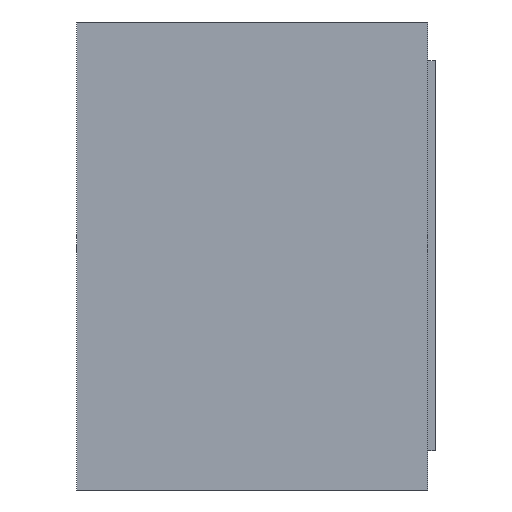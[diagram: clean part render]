
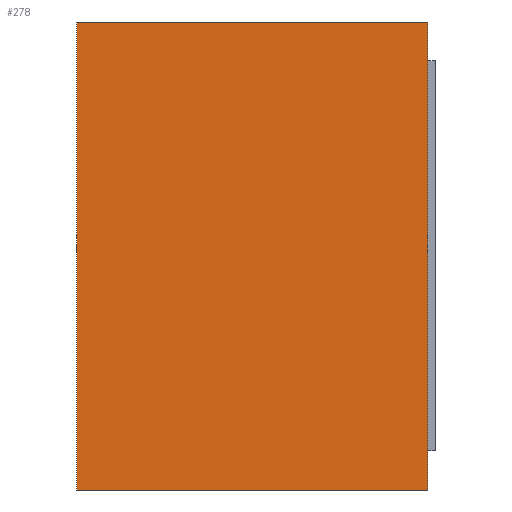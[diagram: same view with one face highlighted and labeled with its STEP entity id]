
A CAD part, left-side view. The second image highlights one B-rep face of the part: STEP entity #278.
In plain terms, the highlighted planar face has unit normal (-1, 0, 0).
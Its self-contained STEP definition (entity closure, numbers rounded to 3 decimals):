
#20=FACE_OUTER_BOUND('',#38,.T.);
#38=EDGE_LOOP('',(#191,#192,#193,#194));
#58=LINE('',#412,#94);
#59=LINE('',#415,#95);
#60=LINE('',#417,#96);
#61=LINE('',#418,#97);
#94=VECTOR('',#336,10.);
#95=VECTOR('',#339,10.);
#96=VECTOR('',#340,10.);
#97=VECTOR('',#341,10.);
#127=VERTEX_POINT('',#405);
#130=VERTEX_POINT('',#410);
#131=VERTEX_POINT('',#414);
#132=VERTEX_POINT('',#416);
#154=EDGE_CURVE('',#127,#130,#58,.T.);
#155=EDGE_CURVE('',#131,#127,#59,.T.);
#156=EDGE_CURVE('',#132,#130,#60,.T.);
#157=EDGE_CURVE('',#131,#132,#61,.T.);
#191=ORIENTED_EDGE('',*,*,#155,.T.);
#192=ORIENTED_EDGE('',*,*,#154,.T.);
#193=ORIENTED_EDGE('',*,*,#156,.F.);
#194=ORIENTED_EDGE('',*,*,#157,.F.);
#260=PLANE('',#312);
#278=ADVANCED_FACE('',(#20),#260,.T.);
#312=AXIS2_PLACEMENT_3D('',#413,#337,#338);
#336=DIRECTION('',(0.,1.,0.));
#337=DIRECTION('center_axis',(-1.,0.,0.));
#338=DIRECTION('ref_axis',(0.,0.,1.));
#339=DIRECTION('',(0.,0.,1.));
#340=DIRECTION('',(0.,0.,1.));
#341=DIRECTION('',(0.,1.,0.));
#405=CARTESIAN_POINT('',(-0.5,0.,0.3));
#410=CARTESIAN_POINT('',(-0.5,0.45,0.3));
#412=CARTESIAN_POINT('',(-0.5,0.,0.3));
#413=CARTESIAN_POINT('Origin',(-0.5,0.,-0.3));
#414=CARTESIAN_POINT('',(-0.5,0.,-0.3));
#415=CARTESIAN_POINT('',(-0.5,0.,-0.3));
#416=CARTESIAN_POINT('',(-0.5,0.45,-0.3));
#417=CARTESIAN_POINT('',(-0.5,0.45,-0.3));
#418=CARTESIAN_POINT('',(-0.5,0.,-0.3));
